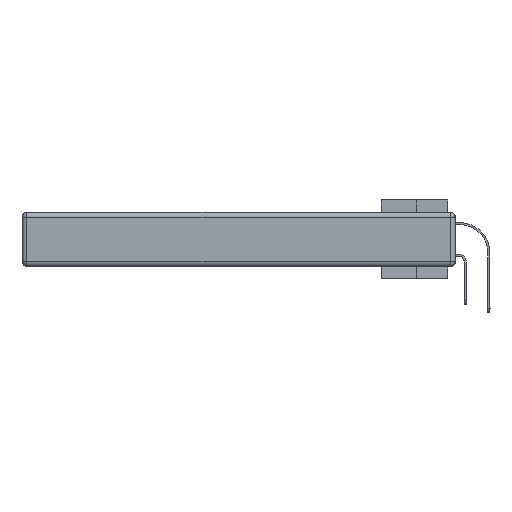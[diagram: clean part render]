
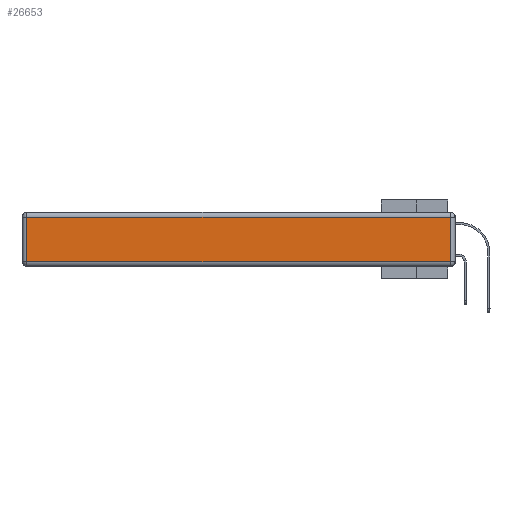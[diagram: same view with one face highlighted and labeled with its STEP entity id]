
A CAD part, left-side view. The second image highlights one B-rep face of the part: STEP entity #26653.
In plain terms, the highlighted planar face has unit normal (-1, 0, 0).
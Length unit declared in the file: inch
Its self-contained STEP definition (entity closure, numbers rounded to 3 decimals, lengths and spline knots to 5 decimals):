
#348 = EDGE_CURVE ( 'NONE', #1718, #34760, #8015, .T. ) ;
#923 = LINE ( 'NONE', #33776, #18986 ) ;
#1718 = VERTEX_POINT ( 'NONE', #24727 ) ;
#2509 = AXIS2_PLACEMENT_3D ( 'NONE', #16218, #15837, #13513 ) ;
#2515 = EDGE_LOOP ( 'NONE', ( #12532, #22271, #18735, #13842 ) ) ;
#6318 = DIRECTION ( 'NONE',  ( 0., 1., 0. ) ) ;
#6853 = PLANE ( 'NONE',  #2509 ) ;
#6942 = VECTOR ( 'NONE', #33512, 39.37008 ) ;
#8015 = LINE ( 'NONE', #28843, #6942 ) ;
#12532 = ORIENTED_EDGE ( 'NONE', *, *, #17640, .T. ) ;
#13469 = DIRECTION ( 'NONE',  ( 0., 0., 1. ) ) ;
#13513 = DIRECTION ( 'NONE',  ( 0., 0., 1. ) ) ;
#13842 = ORIENTED_EDGE ( 'NONE', *, *, #348, .T. ) ;
#14709 = LINE ( 'NONE', #20643, #26214 ) ;
#14841 = VECTOR ( 'NONE', #13469, 39.37008 ) ;
#15738 = EDGE_CURVE ( 'NONE', #16288, #1718, #14709, .T. ) ;
#15837 = DIRECTION ( 'NONE',  ( -1., 0., 0. ) ) ;
#16218 = CARTESIAN_POINT ( 'NONE',  ( 0., 0., -0.343 ) ) ;
#16288 = VERTEX_POINT ( 'NONE', #32830 ) ;
#17640 = EDGE_CURVE ( 'NONE', #34760, #34967, #923, .T. ) ;
#18461 = LINE ( 'NONE', #36641, #14841 ) ;
#18735 = ORIENTED_EDGE ( 'NONE', *, *, #15738, .T. ) ;
#18986 = VECTOR ( 'NONE', #27459, 39.37008 ) ;
#19749 = CARTESIAN_POINT ( 'NONE',  ( 0., 2.72, -0.313 ) ) ;
#20643 = CARTESIAN_POINT ( 'NONE',  ( 0., 2.75, -0.03 ) ) ;
#22226 = CARTESIAN_POINT ( 'NONE',  ( 0., 0.03, -0.313 ) ) ;
#22271 = ORIENTED_EDGE ( 'NONE', *, *, #28476, .T. ) ;
#24727 = CARTESIAN_POINT ( 'NONE',  ( 0., 2.72, -0.03 ) ) ;
#26214 = VECTOR ( 'NONE', #6318, 39.37008 ) ;
#26653 = ADVANCED_FACE ( 'NONE', ( #36110 ), #6853, .T. ) ;
#27459 = DIRECTION ( 'NONE',  ( 0., -1., 0. ) ) ;
#28476 = EDGE_CURVE ( 'NONE', #34967, #16288, #18461, .T. ) ;
#28843 = CARTESIAN_POINT ( 'NONE',  ( 0., 2.72, -0.343 ) ) ;
#32830 = CARTESIAN_POINT ( 'NONE',  ( 0., 0.03, -0.03 ) ) ;
#33512 = DIRECTION ( 'NONE',  ( 0., 0., -1. ) ) ;
#33776 = CARTESIAN_POINT ( 'NONE',  ( 0., 0., -0.313 ) ) ;
#34760 = VERTEX_POINT ( 'NONE', #19749 ) ;
#34967 = VERTEX_POINT ( 'NONE', #22226 ) ;
#36110 = FACE_OUTER_BOUND ( 'NONE', #2515, .T. ) ;
#36641 = CARTESIAN_POINT ( 'NONE',  ( 0., 0.03, -0.343 ) ) ;
